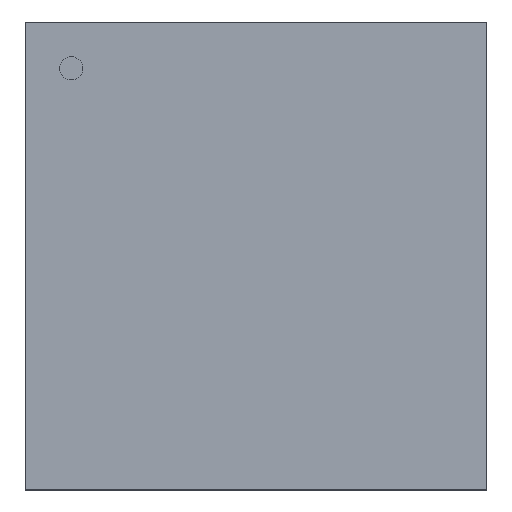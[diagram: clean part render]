
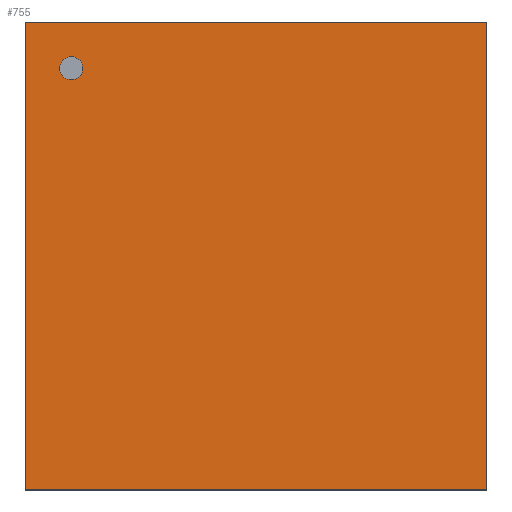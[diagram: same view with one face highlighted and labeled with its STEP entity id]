
A CAD part, top view. The second image highlights one B-rep face of the part: STEP entity #755.
In plain terms, the highlighted planar face has unit normal (0, 0, 1).
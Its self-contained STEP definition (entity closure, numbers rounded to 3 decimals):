
#755=ADVANCED_FACE('',(#761),#756,.F.);
#756=PLANE('',#757);
#757=AXIS2_PLACEMENT_3D('',#758,#759,#760);
#758=CARTESIAN_POINT('Origin',(-1.003,-1.016,1.27));
#759=DIRECTION('center_axis',(0.0,0.0,-1.0));
#760=DIRECTION('ref_axis',(0.,1.,0.));
#761=FACE_OUTER_BOUND('',#762,.T.);
#762=EDGE_LOOP('',(#763,#773,#783,#793));
#763=ORIENTED_EDGE('',*,*,#764,.F.);
#764=EDGE_CURVE('',#765,#767,#769,.T.);
#765=VERTEX_POINT('',#766);
#766=CARTESIAN_POINT('',(1.003,-1.016,1.27));
#767=VERTEX_POINT('',#768);
#768=CARTESIAN_POINT('',(-1.003,-1.016,1.27));
#769=LINE('',#770,#771);
#770=CARTESIAN_POINT('',(1.003,-1.016,1.27));
#771=VECTOR('',#772,2.007);
#772=DIRECTION('',(-1.0,0.0,0.0));
#773=ORIENTED_EDGE('',*,*,#774,.F.);
#774=EDGE_CURVE('',#775,#777,#779,.T.);
#775=VERTEX_POINT('',#776);
#776=CARTESIAN_POINT('',(1.003,1.016,1.27));
#777=VERTEX_POINT('',#766);
#779=LINE('',#780,#781);
#780=CARTESIAN_POINT('',(1.003,1.016,1.27));
#781=VECTOR('',#782,2.032);
#782=DIRECTION('',(0.0,-1.0,0.0));
#783=ORIENTED_EDGE('',*,*,#784,.F.);
#784=EDGE_CURVE('',#785,#787,#789,.T.);
#785=VERTEX_POINT('',#786);
#786=CARTESIAN_POINT('',(-1.003,1.016,1.27));
#787=VERTEX_POINT('',#776);
#789=LINE('',#790,#791);
#790=CARTESIAN_POINT('',(-1.003,1.016,1.27));
#791=VECTOR('',#792,2.007);
#792=DIRECTION('',(1.0,0.0,0.0));
#793=ORIENTED_EDGE('',*,*,#794,.F.);
#794=EDGE_CURVE('',#795,#797,#799,.T.);
#795=VERTEX_POINT('',#768);
#797=VERTEX_POINT('',#786);
#799=LINE('',#800,#801);
#800=CARTESIAN_POINT('',(-1.003,-1.016,1.27));
#801=VECTOR('',#802,2.032);
#802=DIRECTION('',(0.0,1.0,0.0));
